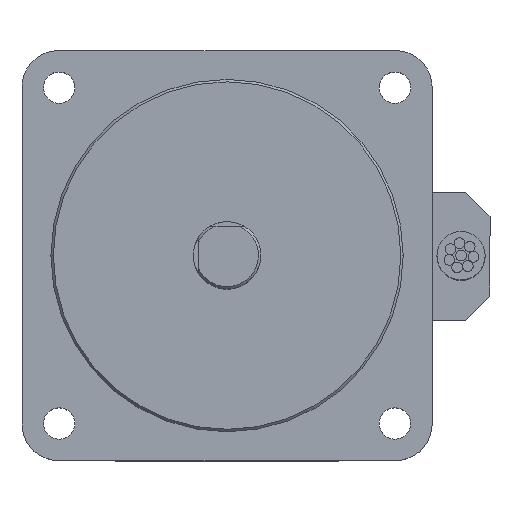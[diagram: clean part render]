
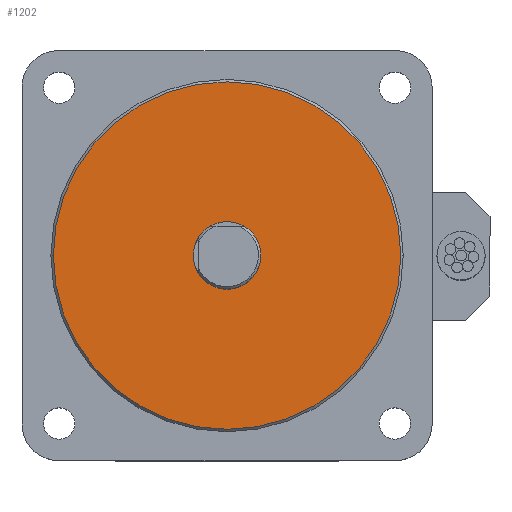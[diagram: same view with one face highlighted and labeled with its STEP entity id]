
A CAD part, top view. The second image highlights one B-rep face of the part: STEP entity #1202.
In plain terms, the highlighted planar face has unit normal (0, 0, 1).
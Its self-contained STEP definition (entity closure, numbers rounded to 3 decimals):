
#472 = AXIS2_PLACEMENT_3D ( 'NONE', #1506, #1507, #1508 ) ;
#489 = CIRCLE ( 'NONE', #498, 36.013 ) ;
#491 = CIRCLE ( 'NONE', #500, 7. ) ;
#498 = AXIS2_PLACEMENT_3D ( 'NONE', #1562, #1563, #1564 ) ;
#500 = AXIS2_PLACEMENT_3D ( 'NONE', #1565, #1566, #1567 ) ;
#646 = EDGE_CURVE ( 'NONE', #2759, #720, #2110, .T. ) ;
#655 = EDGE_CURVE ( 'NONE', #2761, #2760, #2043, .T. ) ;
#720 = VERTEX_POINT ( 'NONE', #1867 ) ;
#897 = FACE_OUTER_BOUND ( 'NONE', #1727, .T. ) ;
#898 = FACE_BOUND ( 'NONE', #1728, .T. ) ;
#1202 = ADVANCED_FACE ( 'NONE', ( #897, #898 ), #1505, .T. ) ;
#1221 = EDGE_CURVE ( 'NONE', #2760, #2761, #489, .T. ) ;
#1222 = EDGE_CURVE ( 'NONE', #720, #2759, #491, .T. ) ;
#1505 = PLANE ( 'NONE',  #472 ) ;
#1506 = CARTESIAN_POINT ( 'NONE',  ( 0., 0., 98. ) ) ;
#1507 = DIRECTION ( 'NONE',  ( 0., 0., 1. ) ) ;
#1508 = DIRECTION ( 'NONE',  ( 1., 0., 0. ) ) ;
#1562 = CARTESIAN_POINT ( 'NONE',  ( 0., 0., 98. ) ) ;
#1563 = DIRECTION ( 'NONE',  ( 0., 0., 1. ) ) ;
#1564 = DIRECTION ( 'NONE',  ( 1., 0., 0. ) ) ;
#1565 = CARTESIAN_POINT ( 'NONE',  ( 0., 0., 98. ) ) ;
#1566 = DIRECTION ( 'NONE',  ( 0., 0., 1. ) ) ;
#1567 = DIRECTION ( 'NONE',  ( 1., 0., 0. ) ) ;
#1672 = CARTESIAN_POINT ( 'NONE',  ( 7., 0., 98. ) ) ;
#1673 = CARTESIAN_POINT ( 'NONE',  ( -36.013, 0., 98. ) ) ;
#1674 = CARTESIAN_POINT ( 'NONE',  ( 36.013, 0., 98. ) ) ;
#1727 = EDGE_LOOP ( 'NONE', ( #2540, #2542 ) ) ;
#1728 = EDGE_LOOP ( 'NONE', ( #2539, #2544 ) ) ;
#1867 = CARTESIAN_POINT ( 'NONE',  ( -7., 0., 98. ) ) ;
#1906 = DIRECTION ( 'NONE',  ( 1., 0., 0. ) ) ;
#1912 = DIRECTION ( 'NONE',  ( 0., 0., 1. ) ) ;
#1913 = CARTESIAN_POINT ( 'NONE',  ( 0., 0., 98. ) ) ;
#2006 = DIRECTION ( 'NONE',  ( 1., 0., 0. ) ) ;
#2009 = DIRECTION ( 'NONE',  ( 0., 0., 1. ) ) ;
#2014 = CARTESIAN_POINT ( 'NONE',  ( 0., 0., 98. ) ) ;
#2043 = CIRCLE ( 'NONE', #2064, 36.013 ) ;
#2049 = AXIS2_PLACEMENT_3D ( 'NONE', #2014, #2009, #2006 ) ;
#2064 = AXIS2_PLACEMENT_3D ( 'NONE', #1913, #1912, #1906 ) ;
#2110 = CIRCLE ( 'NONE', #2049, 7. ) ;
#2539 = ORIENTED_EDGE ( 'NONE', *, *, #1222, .F. ) ;
#2540 = ORIENTED_EDGE ( 'NONE', *, *, #1221, .T. ) ;
#2542 = ORIENTED_EDGE ( 'NONE', *, *, #655, .T. ) ;
#2544 = ORIENTED_EDGE ( 'NONE', *, *, #646, .F. ) ;
#2759 = VERTEX_POINT ( 'NONE', #1672 ) ;
#2760 = VERTEX_POINT ( 'NONE', #1673 ) ;
#2761 = VERTEX_POINT ( 'NONE', #1674 ) ;
